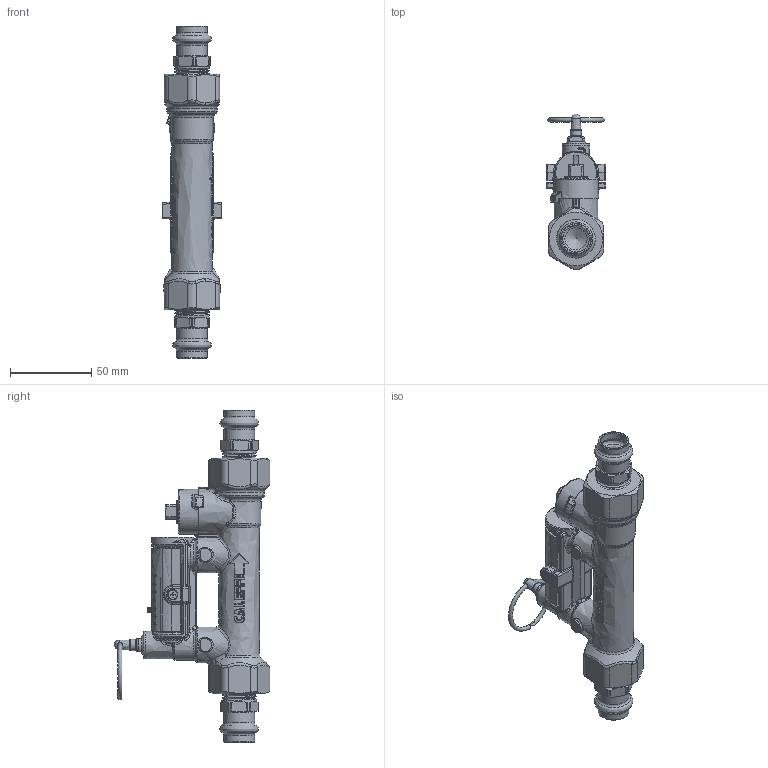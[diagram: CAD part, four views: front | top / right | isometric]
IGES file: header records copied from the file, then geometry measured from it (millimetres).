
Global section: file name: 132436A; native system: Autodesk Inventor 2025; preprocessor: unknown; author: ischreiner; date: 20250716.162652; units: centimetre
Bounding box: 36.6 x 95.9 x 204.47 mm (x, y, z)
Volume: 162624.6 mm3; surface area: 51204.3 mm2
Topology: 5 solids, 9 shells, 2626 faces, 6643 edges, 3957 vertices
Faces by surface type: bspline 2626
